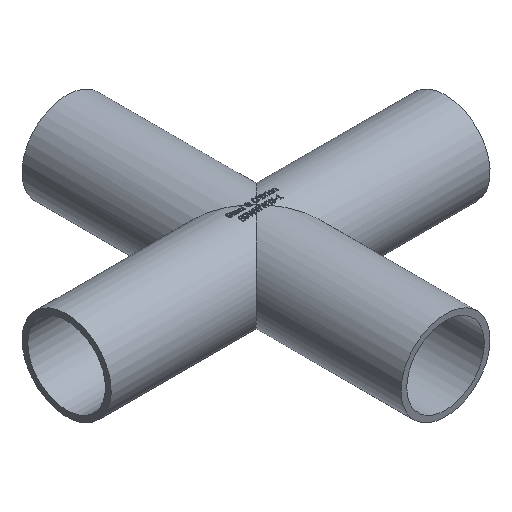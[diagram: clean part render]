
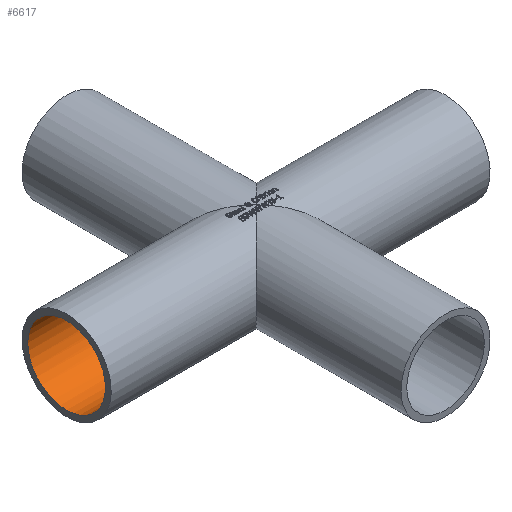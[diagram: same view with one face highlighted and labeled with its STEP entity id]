
A CAD part, isometric view. The second image highlights one B-rep face of the part: STEP entity #6617.
In plain terms, the highlighted cylindrical face has radius 11.049 mm (diameter 22.098 mm), a full revolution.
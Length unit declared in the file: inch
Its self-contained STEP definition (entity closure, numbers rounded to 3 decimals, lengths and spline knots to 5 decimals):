
#48=FACE_BOUND('',#2293,.T.);
#1905=FACE_OUTER_BOUND('',#2292,.T.);
#2292=EDGE_LOOP('',(#6116));
#2293=EDGE_LOOP('',(#6117,#6118));
#2418=CIRCLE('',#7062,0.435);
#2543=ELLIPSE('',#7056,0.61518,0.435);
#2545=ELLIPSE('',#7059,0.61518,0.435);
#3201=VERTEX_POINT('',#14478);
#3202=VERTEX_POINT('',#14479);
#3204=VERTEX_POINT('',#14488);
#4191=EDGE_CURVE('',#3202,#3201,#2543,.T.);
#4193=EDGE_CURVE('',#3201,#3202,#2545,.T.);
#4195=EDGE_CURVE('',#3204,#3204,#2418,.T.);
#6116=ORIENTED_EDGE('',*,*,#4195,.F.);
#6117=ORIENTED_EDGE('',*,*,#4193,.T.);
#6118=ORIENTED_EDGE('',*,*,#4191,.T.);
#6228=CYLINDRICAL_SURFACE('',#7061,0.435);
#6617=ADVANCED_FACE('',(#1905,#48),#6228,.F.);
#7056=AXIS2_PLACEMENT_3D('',#14481,#8364,#8365);
#7059=AXIS2_PLACEMENT_3D('',#14484,#8370,#8371);
#7061=AXIS2_PLACEMENT_3D('',#14487,#8374,#8375);
#7062=AXIS2_PLACEMENT_3D('',#14489,#8376,#8377);
#8364=DIRECTION('center_axis',(0.707,-0.707,0.));
#8365=DIRECTION('ref_axis',(-0.707,-0.707,0.));
#8370=DIRECTION('center_axis',(0.707,0.707,0.));
#8371=DIRECTION('ref_axis',(-0.707,0.707,0.));
#8374=DIRECTION('center_axis',(-1.,0.,0.));
#8375=DIRECTION('ref_axis',(0.,0.,1.));
#8376=DIRECTION('center_axis',(1.,0.,0.));
#8377=DIRECTION('ref_axis',(0.,0.,1.));
#14478=CARTESIAN_POINT('',(0.,0.,-0.435));
#14479=CARTESIAN_POINT('',(0.,0.,0.435));
#14481=CARTESIAN_POINT('Origin',(0.,0.,0.));
#14484=CARTESIAN_POINT('Origin',(0.,0.,0.));
#14487=CARTESIAN_POINT('Origin',(2.125,0.,0.));
#14488=CARTESIAN_POINT('',(-2.125,0.,-0.435));
#14489=CARTESIAN_POINT('Origin',(-2.125,0.,0.));
